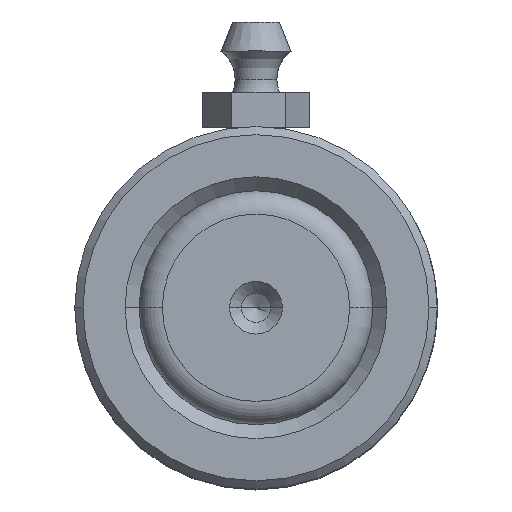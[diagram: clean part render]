
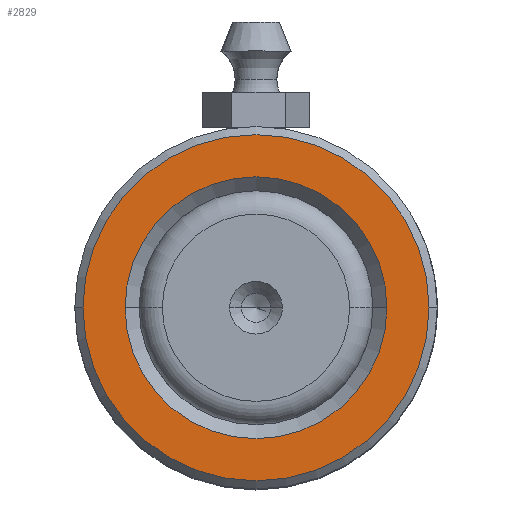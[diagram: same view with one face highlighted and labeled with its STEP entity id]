
A CAD part, top view. The second image highlights one B-rep face of the part: STEP entity #2829.
In plain terms, the highlighted planar face has unit normal (0, 0, 1).
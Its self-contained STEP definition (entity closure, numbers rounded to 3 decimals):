
#127 = DIRECTION ( 'NONE',  ( 1., 0., 0. ) ) ;
#629 = VERTEX_POINT ( 'NONE', #2531 ) ;
#684 = DIRECTION ( 'NONE',  ( 0., 0., -1. ) ) ;
#846 = AXIS2_PLACEMENT_3D ( 'NONE', #1231, #5726, #5749 ) ;
#999 = ORIENTED_EDGE ( 'NONE', *, *, #6839, .T. ) ;
#1076 = AXIS2_PLACEMENT_3D ( 'NONE', #6224, #2377, #5637 ) ;
#1231 = CARTESIAN_POINT ( 'NONE',  ( 0., 0., 50. ) ) ;
#1245 = DIRECTION ( 'NONE',  ( 0., 0., 1. ) ) ;
#1412 = CARTESIAN_POINT ( 'NONE',  ( 0., 0., 50. ) ) ;
#1573 = AXIS2_PLACEMENT_3D ( 'NONE', #5068, #1245, #5763 ) ;
#1734 = AXIS2_PLACEMENT_3D ( 'NONE', #1412, #684, #127 ) ;
#2166 = AXIS2_PLACEMENT_3D ( 'NONE', #2757, #4706, #6664 ) ;
#2377 = DIRECTION ( 'NONE',  ( 0., 0., 1. ) ) ;
#2531 = CARTESIAN_POINT ( 'NONE',  ( 14.8, 0., 50. ) ) ;
#2699 = CARTESIAN_POINT ( 'NONE',  ( -11.2, 0., 50. ) ) ;
#2757 = CARTESIAN_POINT ( 'NONE',  ( 0., 0., 50. ) ) ;
#2764 = EDGE_CURVE ( 'NONE', #7995, #6338, #6413, .T. ) ;
#2788 = CARTESIAN_POINT ( 'NONE',  ( -14.8, 0., 50. ) ) ;
#2829 = ADVANCED_FACE ( 'NONE', ( #7519, #4806 ), #4758, .T. ) ;
#2882 = EDGE_CURVE ( 'NONE', #8208, #629, #4902, .T. ) ;
#3717 = ORIENTED_EDGE ( 'NONE', *, *, #5292, .T. ) ;
#3865 = EDGE_LOOP ( 'NONE', ( #5153, #3717 ) ) ;
#4706 = DIRECTION ( 'NONE',  ( 0., 0., 1. ) ) ;
#4758 = PLANE ( 'NONE',  #2166 ) ;
#4806 = FACE_BOUND ( 'NONE', #3865, .T. ) ;
#4902 = CIRCLE ( 'NONE', #1573, 14.8 ) ;
#5068 = CARTESIAN_POINT ( 'NONE',  ( 0., 0., 50. ) ) ;
#5153 = ORIENTED_EDGE ( 'NONE', *, *, #2764, .T. ) ;
#5207 = CARTESIAN_POINT ( 'NONE',  ( 11.2, 0., 50. ) ) ;
#5292 = EDGE_CURVE ( 'NONE', #6338, #7995, #6714, .T. ) ;
#5364 = EDGE_LOOP ( 'NONE', ( #7899, #999 ) ) ;
#5637 = DIRECTION ( 'NONE',  ( 1., 0., 0. ) ) ;
#5726 = DIRECTION ( 'NONE',  ( 0., 0., -1. ) ) ;
#5749 = DIRECTION ( 'NONE',  ( 1., 0., 0. ) ) ;
#5763 = DIRECTION ( 'NONE',  ( 1., 0., 0. ) ) ;
#6224 = CARTESIAN_POINT ( 'NONE',  ( 0., 0., 50. ) ) ;
#6338 = VERTEX_POINT ( 'NONE', #2699 ) ;
#6413 = CIRCLE ( 'NONE', #1734, 11.2 ) ;
#6664 = DIRECTION ( 'NONE',  ( 1., 0., 0. ) ) ;
#6714 = CIRCLE ( 'NONE', #846, 11.2 ) ;
#6793 = CIRCLE ( 'NONE', #1076, 14.8 ) ;
#6839 = EDGE_CURVE ( 'NONE', #629, #8208, #6793, .T. ) ;
#7519 = FACE_OUTER_BOUND ( 'NONE', #5364, .T. ) ;
#7899 = ORIENTED_EDGE ( 'NONE', *, *, #2882, .T. ) ;
#7995 = VERTEX_POINT ( 'NONE', #5207 ) ;
#8208 = VERTEX_POINT ( 'NONE', #2788 ) ;
